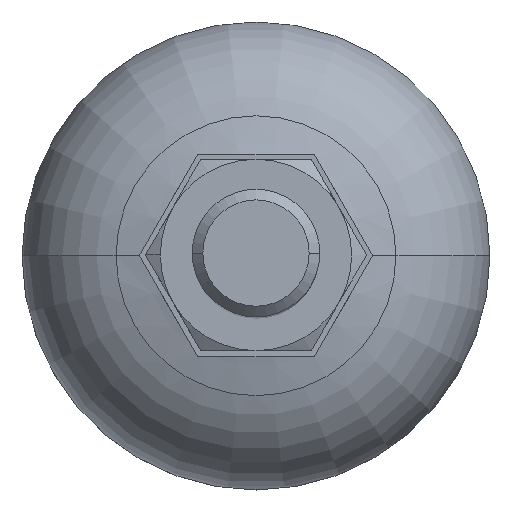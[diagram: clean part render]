
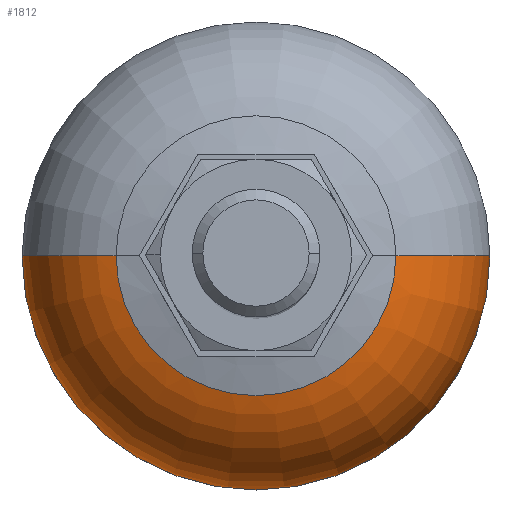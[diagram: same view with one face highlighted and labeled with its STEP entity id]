
A CAD part, top view. The second image highlights one B-rep face of the part: STEP entity #1812.
In plain terms, the highlighted toroidal (fillet/blend) face has major radius 10 mm and minor radius 12 mm.
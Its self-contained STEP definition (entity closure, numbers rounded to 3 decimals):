
#1 = AXIS2_PLACEMENT_3D ( 'NONE', #290, #464, #138 ) ;
#6 = CARTESIAN_POINT ( 'NONE',  ( -10., 0., 4.833 ) ) ;
#13 = CIRCLE ( 'NONE', #2126, 22. ) ;
#71 = CIRCLE ( 'NONE', #1582, 13.157 ) ;
#99 = DIRECTION ( 'NONE',  ( 0., 0., -1. ) ) ;
#138 = DIRECTION ( 'NONE',  ( -1., 0., 0. ) ) ;
#140 = CARTESIAN_POINT ( 'NONE',  ( 0., 0., 4.833 ) ) ;
#157 = DIRECTION ( 'NONE',  ( 0., 0., -1. ) ) ;
#290 = CARTESIAN_POINT ( 'NONE',  ( 10., 0., 4.833 ) ) ;
#443 = DIRECTION ( 'NONE',  ( 1., 0., 0. ) ) ;
#464 = DIRECTION ( 'NONE',  ( 0., 1., 0. ) ) ;
#522 = CARTESIAN_POINT ( 'NONE',  ( -22., 0., 4.833 ) ) ;
#570 = CARTESIAN_POINT ( 'NONE',  ( 13.157, 0., 16.41 ) ) ;
#598 = DIRECTION ( 'NONE',  ( -1., 0., 0. ) ) ;
#665 = CIRCLE ( 'NONE', #1125, 12. ) ;
#666 = VERTEX_POINT ( 'NONE', #1735 ) ;
#708 = ORIENTED_EDGE ( 'NONE', *, *, #2156, .F. ) ;
#730 = VERTEX_POINT ( 'NONE', #1037 ) ;
#762 = VERTEX_POINT ( 'NONE', #522 ) ;
#898 = EDGE_LOOP ( 'NONE', ( #1062, #1090, #2158, #708 ) ) ;
#934 = AXIS2_PLACEMENT_3D ( 'NONE', #1624, #1656, #598 ) ;
#1037 = CARTESIAN_POINT ( 'NONE',  ( -13.157, 0., 16.41 ) ) ;
#1062 = ORIENTED_EDGE ( 'NONE', *, *, #1381, .F. ) ;
#1069 = EDGE_CURVE ( 'NONE', #1204, #730, #71, .T. ) ;
#1090 = ORIENTED_EDGE ( 'NONE', *, *, #1069, .T. ) ;
#1125 = AXIS2_PLACEMENT_3D ( 'NONE', #6, #1236, #1411 ) ;
#1152 = CARTESIAN_POINT ( 'NONE',  ( 0., 0., 16.41 ) ) ;
#1204 = VERTEX_POINT ( 'NONE', #570 ) ;
#1236 = DIRECTION ( 'NONE',  ( 0., -1., 0. ) ) ;
#1333 = FACE_OUTER_BOUND ( 'NONE', #898, .T. ) ;
#1381 = EDGE_CURVE ( 'NONE', #1204, #666, #1638, .T. ) ;
#1411 = DIRECTION ( 'NONE',  ( 0., 0., -1. ) ) ;
#1443 = TOROIDAL_SURFACE ( 'NONE', #934, 10., 12. ) ;
#1582 = AXIS2_PLACEMENT_3D ( 'NONE', #1152, #99, #443 ) ;
#1624 = CARTESIAN_POINT ( 'NONE',  ( 0., 0., 4.833 ) ) ;
#1638 = CIRCLE ( 'NONE', #1, 12. ) ;
#1656 = DIRECTION ( 'NONE',  ( 0., 0., -1. ) ) ;
#1735 = CARTESIAN_POINT ( 'NONE',  ( 22., 0., 4.833 ) ) ;
#1752 = DIRECTION ( 'NONE',  ( 1., 0., 0. ) ) ;
#1812 = ADVANCED_FACE ( 'NONE', ( #1333 ), #1443, .T. ) ;
#2126 = AXIS2_PLACEMENT_3D ( 'NONE', #140, #157, #1752 ) ;
#2156 = EDGE_CURVE ( 'NONE', #666, #762, #13, .T. ) ;
#2158 = ORIENTED_EDGE ( 'NONE', *, *, #2256, .T. ) ;
#2256 = EDGE_CURVE ( 'NONE', #730, #762, #665, .T. ) ;
